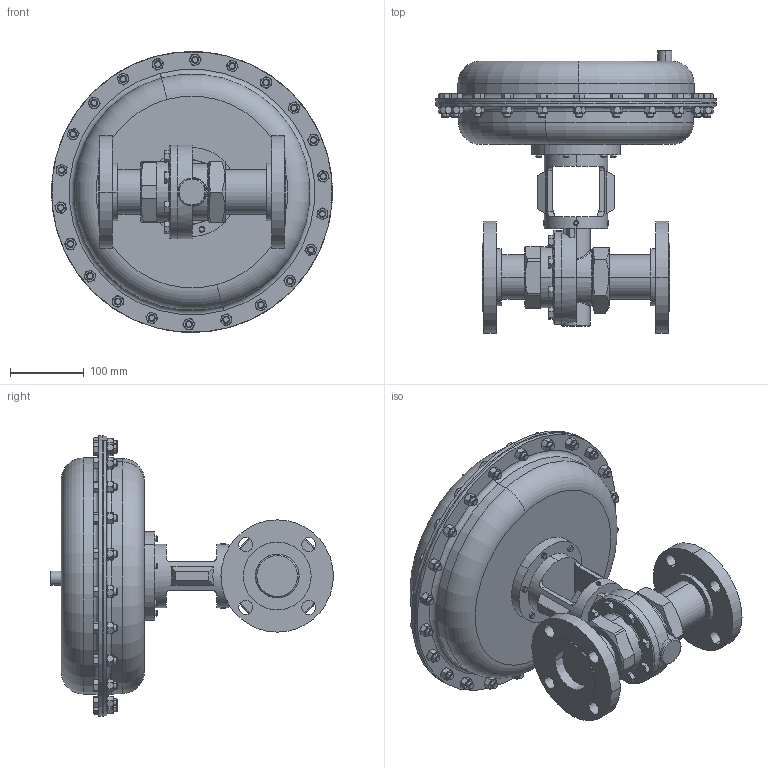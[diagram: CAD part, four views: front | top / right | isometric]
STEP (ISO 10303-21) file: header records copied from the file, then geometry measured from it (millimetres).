
FILE_DESCRIPTION (( 'STEP AP203' ), '1' );
FILE_NAME ('70-200-DI+BR-F5-85M.STEP', '2017-08-31T18:56:59', ( '' ), ( '' ), 'SwSTEP 2.0', 'SolidWorks 2014', '' );
FILE_SCHEMA (( 'CONFIG_CONTROL_DESIGN' ));
Products named in the file (1): 70-200-DI+BR-F5-85M
Bounding box: 380.96 x 383.58 x 380.89 mm (x, y, z)
Volume: 11353649.5 mm3; surface area: 550892.3 mm2
Topology: 3 solids, 3 shells, 1266 faces, 2911 edges, 1757 vertices
Faces by surface type: cone 525, plane 519, cylinder 153, bspline 51, torus 18
Entity records: 51787 total; most frequent: CARTESIAN_POINT 24867, ORIENTED_EDGE 5822, DIRECTION 5115, EDGE_CURVE 2911, AXIS2_PLACEMENT_3D 2077, VERTEX_POINT 1757, EDGE_LOOP 1394, ADVANCED_FACE 1266
